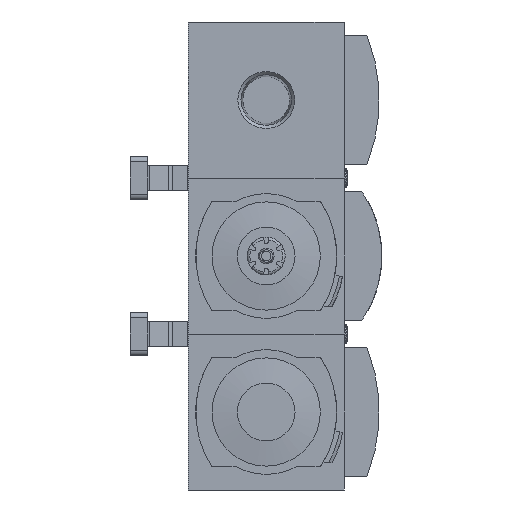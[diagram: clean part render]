
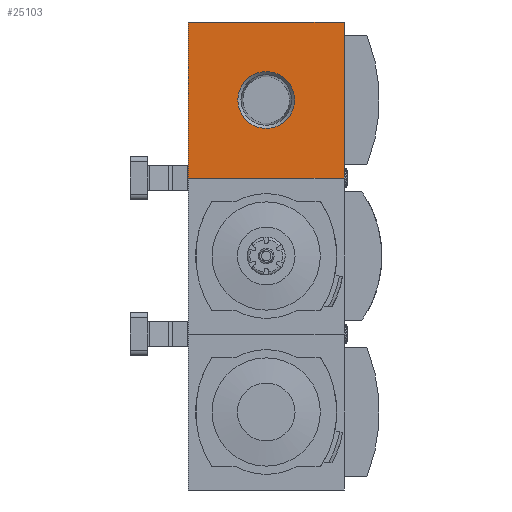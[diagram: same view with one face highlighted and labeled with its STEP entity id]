
A CAD part, front view. The second image highlights one B-rep face of the part: STEP entity #25103.
In plain terms, the highlighted planar face has unit normal (0, -1, 0).
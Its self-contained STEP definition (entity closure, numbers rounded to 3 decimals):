
#282=PLANE('',#26256);
#1173=LINE('',#34112,#3148);
#1181=LINE('',#34127,#3156);
#1197=LINE('',#34157,#3172);
#1237=LINE('',#34248,#3212);
#3148=VECTOR('',#28336,1000.);
#3156=VECTOR('',#28346,1000.);
#3172=VECTOR('',#28364,1000.);
#3212=VECTOR('',#28442,1000.);
#4927=CIRCLE('',#26257,11.288);
#6106=ORIENTED_EDGE('',*,*,#11550,.F.);
#6107=ORIENTED_EDGE('',*,*,#11466,.F.);
#6108=ORIENTED_EDGE('',*,*,#11458,.F.);
#6109=ORIENTED_EDGE('',*,*,#11482,.F.);
#6110=ORIENTED_EDGE('',*,*,#11531,.F.);
#11458=EDGE_CURVE('',#14206,#14207,#1173,.T.);
#11466=EDGE_CURVE('',#14207,#14213,#1181,.T.);
#11482=EDGE_CURVE('',#14225,#14206,#1197,.T.);
#11531=EDGE_CURVE('',#14213,#14225,#1237,.T.);
#11550=EDGE_CURVE('',#14267,#14267,#4927,.T.);
#14206=VERTEX_POINT('',#34111);
#14207=VERTEX_POINT('',#34113);
#14213=VERTEX_POINT('',#34128);
#14225=VERTEX_POINT('',#34156);
#14267=VERTEX_POINT('',#34287);
#16085=EDGE_LOOP('',(#6106));
#16086=EDGE_LOOP('',(#6107,#6108,#6109,#6110));
#17270=FACE_BOUND('',#16085,.T.);
#17271=FACE_BOUND('',#16086,.T.);
#25103=ADVANCED_FACE('',(#17270,#17271),#282,.F.);
#26256=AXIS2_PLACEMENT_3D('',#34285,#28484,#28485);
#26257=AXIS2_PLACEMENT_3D('',#34286,#28486,#28487);
#28336=DIRECTION('',(-1.,0.,0.));
#28346=DIRECTION('',(0.,0.,1.));
#28364=DIRECTION('',(0.,0.,-1.));
#28442=DIRECTION('',(1.,0.,0.));
#28484=DIRECTION('',(0.,1.,0.));
#28485=DIRECTION('',(0.,0.,1.));
#28486=DIRECTION('',(0.,-1.,0.));
#28487=DIRECTION('',(0.,0.,-1.));
#34111=CARTESIAN_POINT('',(31.,-45.,-31.));
#34112=CARTESIAN_POINT('',(31.,-45.,-31.));
#34113=CARTESIAN_POINT('',(-31.,-45.,-31.));
#34127=CARTESIAN_POINT('',(-31.,-45.,-31.));
#34128=CARTESIAN_POINT('',(-31.,-45.,31.));
#34156=CARTESIAN_POINT('',(31.,-45.,31.));
#34157=CARTESIAN_POINT('',(31.,-45.,31.));
#34248=CARTESIAN_POINT('',(-31.,-45.,31.));
#34285=CARTESIAN_POINT('',(0.,-45.,0.));
#34286=CARTESIAN_POINT('',(0.,-45.,0.));
#34287=CARTESIAN_POINT('',(0.,-45.,-11.288));
